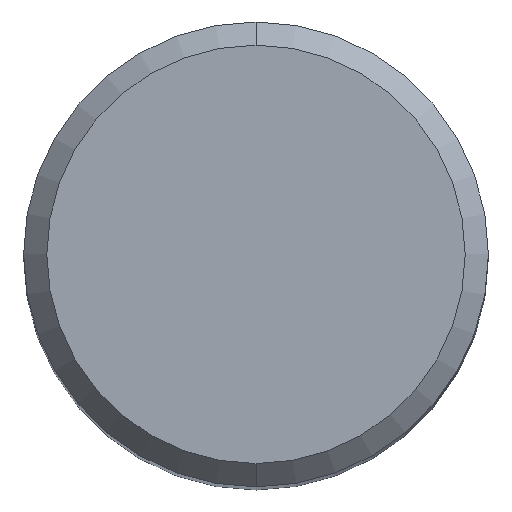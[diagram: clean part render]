
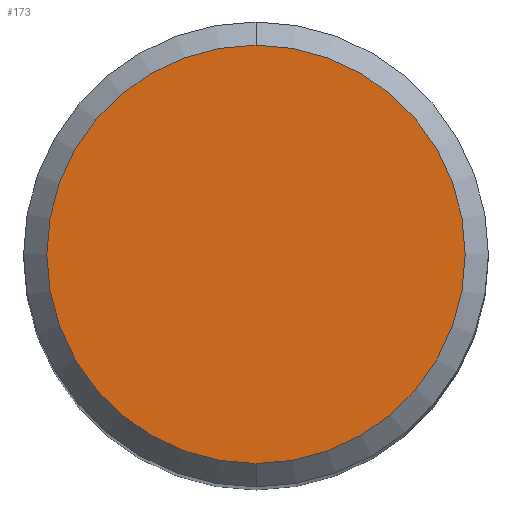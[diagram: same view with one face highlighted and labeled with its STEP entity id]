
A CAD part, top view. The second image highlights one B-rep face of the part: STEP entity #173.
In plain terms, the highlighted planar face has unit normal (0, 0, 1).
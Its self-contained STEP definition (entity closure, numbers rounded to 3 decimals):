
#113=VERTEX_POINT('',#266);
#117=VERTEX_POINT('',#271);
#149=EDGE_CURVE('',#113,#117,#308,.T.);
#165=EDGE_CURVE('',#117,#113,#326,.T.);
#173=ADVANCED_FACE('',(#334),#335,.T.);
#266=CARTESIAN_POINT('',(0.0,4.5,0.0));
#271=CARTESIAN_POINT('',(0.,-4.5,0.0));
#308=CIRCLE('',#480,4.5);
#326=CIRCLE('',#506,4.5);
#334=FACE_OUTER_BOUND('',#515,.T.);
#335=PLANE('',#516);
#480=AXIS2_PLACEMENT_3D('',#684,#685,#686);
#506=AXIS2_PLACEMENT_3D('',#708,#709,#710);
#515=EDGE_LOOP('',(#715,#716));
#516=AXIS2_PLACEMENT_3D('',#717,#718,#719);
#684=CARTESIAN_POINT('',(0.0,0.0,0.0));
#685=DIRECTION('',(0.0,0.0,-1.0));
#686=DIRECTION('',(0.0,1.0,0.0));
#708=CARTESIAN_POINT('',(0.0,0.0,0.0));
#709=DIRECTION('',(0.0,0.0,-1.0));
#710=DIRECTION('',(0.0,1.0,0.0));
#715=ORIENTED_EDGE('',*,*,#149,.F.);
#716=ORIENTED_EDGE('',*,*,#165,.F.);
#717=CARTESIAN_POINT('',(0.0,2.25,0.0));
#718=DIRECTION('',(-0.0,0.0,1.0));
#719=DIRECTION('',(0.0,-1.0,0.0));
